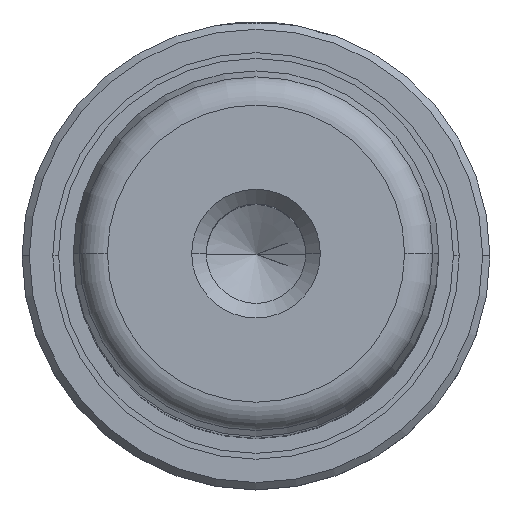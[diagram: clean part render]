
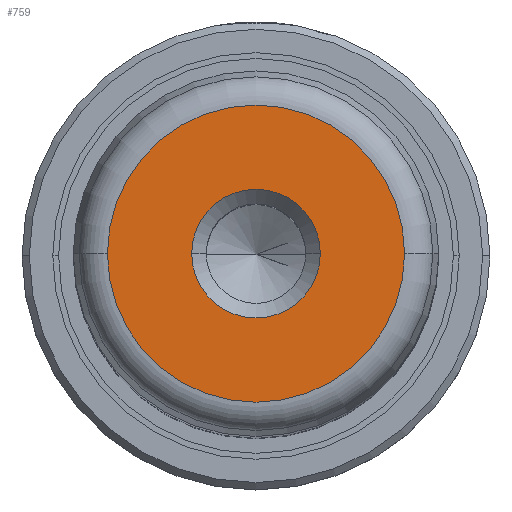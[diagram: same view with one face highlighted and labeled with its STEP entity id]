
A CAD part, top view. The second image highlights one B-rep face of the part: STEP entity #759.
In plain terms, the highlighted planar face has unit normal (0, 0, 1).
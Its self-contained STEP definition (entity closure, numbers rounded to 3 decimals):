
#28 = DIRECTION ( 'NONE',  ( 1., 0., 0. ) ) ;
#55 = DIRECTION ( 'NONE',  ( 0., 0., 1. ) ) ;
#78 = CARTESIAN_POINT ( 'NONE',  ( 0., 0., 160. ) ) ;
#143 = CIRCLE ( 'NONE', #348, 4.4 ) ;
#164 = EDGE_CURVE ( 'NONE', #591, #1628, #785, .T. ) ;
#326 = AXIS2_PLACEMENT_3D ( 'NONE', #2109, #1938, #2167 ) ;
#348 = AXIS2_PLACEMENT_3D ( 'NONE', #758, #745, #729 ) ;
#475 = AXIS2_PLACEMENT_3D ( 'NONE', #78, #55, #28 ) ;
#546 = ORIENTED_EDGE ( 'NONE', *, *, #1442, .T. ) ;
#591 = VERTEX_POINT ( 'NONE', #1728 ) ;
#660 = EDGE_CURVE ( 'NONE', #1145, #1190, #712, .T. ) ;
#712 = CIRCLE ( 'NONE', #2370, 4.4 ) ;
#729 = DIRECTION ( 'NONE',  ( 1., 0., 0. ) ) ;
#745 = DIRECTION ( 'NONE',  ( 0., 0., -1. ) ) ;
#758 = CARTESIAN_POINT ( 'NONE',  ( 0., 0., 160. ) ) ;
#759 = ADVANCED_FACE ( 'NONE', ( #1048, #844 ), #1267, .T. ) ;
#785 = CIRCLE ( 'NONE', #326, 10.161 ) ;
#815 = EDGE_LOOP ( 'NONE', ( #998, #546 ) ) ;
#844 = FACE_OUTER_BOUND ( 'NONE', #815, .T. ) ;
#894 = CARTESIAN_POINT ( 'NONE',  ( 4.4, 0., 160. ) ) ;
#931 = EDGE_CURVE ( 'NONE', #1190, #1145, #143, .T. ) ;
#998 = ORIENTED_EDGE ( 'NONE', *, *, #164, .T. ) ;
#1048 = FACE_BOUND ( 'NONE', #1839, .T. ) ;
#1145 = VERTEX_POINT ( 'NONE', #2187 ) ;
#1190 = VERTEX_POINT ( 'NONE', #894 ) ;
#1223 = DIRECTION ( 'NONE',  ( 1., 0., 0. ) ) ;
#1226 = DIRECTION ( 'NONE',  ( 0., 0., 1. ) ) ;
#1241 = CARTESIAN_POINT ( 'NONE',  ( 0., 0., 160. ) ) ;
#1267 = PLANE ( 'NONE',  #1925 ) ;
#1303 = ORIENTED_EDGE ( 'NONE', *, *, #660, .T. ) ;
#1442 = EDGE_CURVE ( 'NONE', #1628, #591, #1464, .T. ) ;
#1453 = DIRECTION ( 'NONE',  ( 1., 0., 0. ) ) ;
#1455 = DIRECTION ( 'NONE',  ( 0., 0., -1. ) ) ;
#1459 = CARTESIAN_POINT ( 'NONE',  ( 0., 0., 160. ) ) ;
#1464 = CIRCLE ( 'NONE', #475, 10.161 ) ;
#1613 = CARTESIAN_POINT ( 'NONE',  ( -10.161, 0., 160. ) ) ;
#1628 = VERTEX_POINT ( 'NONE', #1613 ) ;
#1641 = ORIENTED_EDGE ( 'NONE', *, *, #931, .T. ) ;
#1728 = CARTESIAN_POINT ( 'NONE',  ( 10.161, 0., 160. ) ) ;
#1839 = EDGE_LOOP ( 'NONE', ( #1641, #1303 ) ) ;
#1925 = AXIS2_PLACEMENT_3D ( 'NONE', #1241, #1226, #1223 ) ;
#1938 = DIRECTION ( 'NONE',  ( 0., 0., 1. ) ) ;
#2109 = CARTESIAN_POINT ( 'NONE',  ( 0., 0., 160. ) ) ;
#2167 = DIRECTION ( 'NONE',  ( 1., 0., 0. ) ) ;
#2187 = CARTESIAN_POINT ( 'NONE',  ( -4.4, 0., 160. ) ) ;
#2370 = AXIS2_PLACEMENT_3D ( 'NONE', #1459, #1455, #1453 ) ;
